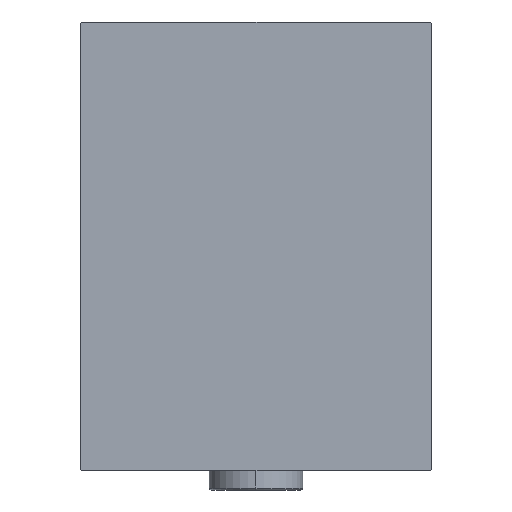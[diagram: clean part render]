
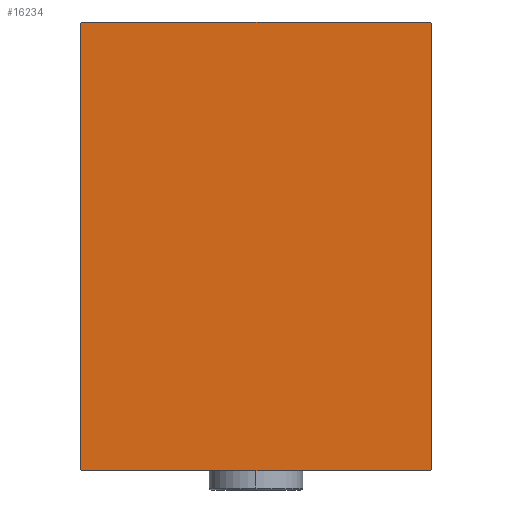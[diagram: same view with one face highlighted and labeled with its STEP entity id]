
A CAD part, left-side view. The second image highlights one B-rep face of the part: STEP entity #16234.
In plain terms, the highlighted face is planar.
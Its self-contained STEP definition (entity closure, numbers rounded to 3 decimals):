
#80 = DIRECTION ( 'NONE',  ( 0., -0.707, -0.707 ) ) ;
#377 = LINE ( 'NONE', #16039, #13506 ) ;
#956 = VECTOR ( 'NONE', #27468, 1000. ) ;
#973 = PLANE ( 'NONE',  #34268 ) ;
#1436 = ORIENTED_EDGE ( 'NONE', *, *, #27899, .T. ) ;
#1869 = VERTEX_POINT ( 'NONE', #28777 ) ;
#2826 = EDGE_CURVE ( 'NONE', #38646, #29105, #4639, .T. ) ;
#4277 = CARTESIAN_POINT ( 'NONE',  ( 108., -51.1, -51.1 ) ) ;
#4639 = LINE ( 'NONE', #37225, #956 ) ;
#5113 = CARTESIAN_POINT ( 'NONE',  ( 108., 44.7, -57.5 ) ) ;
#6007 = CARTESIAN_POINT ( 'NONE',  ( 108., -51.1, 51.1 ) ) ;
#6077 = VECTOR ( 'NONE', #7648, 1000. ) ;
#6513 = DIRECTION ( 'NONE',  ( 0., 1., 0. ) ) ;
#6609 = VERTEX_POINT ( 'NONE', #23972 ) ;
#6920 = DIRECTION ( 'NONE',  ( 0., -1., 0. ) ) ;
#7648 = DIRECTION ( 'NONE',  ( 0., 0.707, -0.707 ) ) ;
#9156 = CARTESIAN_POINT ( 'NONE',  ( 108., -45., 57.2 ) ) ;
#9486 = CARTESIAN_POINT ( 'NONE',  ( 108., -45., -57.5 ) ) ;
#11978 = CARTESIAN_POINT ( 'NONE',  ( 108., 45., -57.5 ) ) ;
#12651 = VERTEX_POINT ( 'NONE', #40726 ) ;
#12666 = CARTESIAN_POINT ( 'NONE',  ( 108., 45., 57.5 ) ) ;
#12740 = EDGE_LOOP ( 'NONE', ( #24855, #20268, #23635, #13550, #23733, #41383, #1436, #21901 ) ) ;
#13506 = VECTOR ( 'NONE', #41869, 1000. ) ;
#13528 = EDGE_CURVE ( 'NONE', #29965, #38646, #15640, .T. ) ;
#13550 = ORIENTED_EDGE ( 'NONE', *, *, #36555, .T. ) ;
#13795 = LINE ( 'NONE', #4277, #6077 ) ;
#14136 = EDGE_CURVE ( 'NONE', #12651, #1869, #16245, .T. ) ;
#14287 = DIRECTION ( 'NONE',  ( 1., 0., 0. ) ) ;
#15640 = LINE ( 'NONE', #9486, #24739 ) ;
#15652 = VECTOR ( 'NONE', #80, 1000. ) ;
#16039 = CARTESIAN_POINT ( 'NONE',  ( 108., -45., 57.5 ) ) ;
#16234 = ADVANCED_FACE ( 'NONE', ( #38662 ), #973, .T. ) ;
#16245 = LINE ( 'NONE', #12666, #22729 ) ;
#17041 = CARTESIAN_POINT ( 'NONE',  ( 108., 45., 57.2 ) ) ;
#17457 = DIRECTION ( 'NONE',  ( 0., 0., -1. ) ) ;
#19731 = LINE ( 'NONE', #6007, #15652 ) ;
#20268 = ORIENTED_EDGE ( 'NONE', *, *, #2826, .T. ) ;
#21512 = LINE ( 'NONE', #41419, #40095 ) ;
#21901 = ORIENTED_EDGE ( 'NONE', *, *, #23721, .T. ) ;
#22129 = DIRECTION ( 'NONE',  ( 0., -0.707, 0.707 ) ) ;
#22729 = VECTOR ( 'NONE', #6920, 1000. ) ;
#23101 = EDGE_CURVE ( 'NONE', #29105, #39433, #38224, .T. ) ;
#23635 = ORIENTED_EDGE ( 'NONE', *, *, #23101, .T. ) ;
#23721 = EDGE_CURVE ( 'NONE', #6609, #29965, #13795, .T. ) ;
#23733 = ORIENTED_EDGE ( 'NONE', *, *, #14136, .T. ) ;
#23972 = CARTESIAN_POINT ( 'NONE',  ( 108., -45., -57.2 ) ) ;
#24739 = VECTOR ( 'NONE', #6513, 1000. ) ;
#24855 = ORIENTED_EDGE ( 'NONE', *, *, #13528, .T. ) ;
#25076 = DIRECTION ( 'NONE',  ( 0., 0., 1. ) ) ;
#27468 = DIRECTION ( 'NONE',  ( 0., 0.707, 0.707 ) ) ;
#27899 = EDGE_CURVE ( 'NONE', #32085, #6609, #377, .T. ) ;
#28777 = CARTESIAN_POINT ( 'NONE',  ( 108., -44.7, 57.5 ) ) ;
#29105 = VERTEX_POINT ( 'NONE', #41404 ) ;
#29965 = VERTEX_POINT ( 'NONE', #39492 ) ;
#32085 = VERTEX_POINT ( 'NONE', #9156 ) ;
#33135 = CARTESIAN_POINT ( 'NONE',  ( 108., 0., 0. ) ) ;
#33211 = EDGE_CURVE ( 'NONE', #1869, #32085, #19731, .T. ) ;
#34268 = AXIS2_PLACEMENT_3D ( 'NONE', #33135, #14287, #17457 ) ;
#36508 = VECTOR ( 'NONE', #25076, 1000. ) ;
#36555 = EDGE_CURVE ( 'NONE', #39433, #12651, #21512, .T. ) ;
#37225 = CARTESIAN_POINT ( 'NONE',  ( 108., 51.1, -51.1 ) ) ;
#38224 = LINE ( 'NONE', #11978, #36508 ) ;
#38646 = VERTEX_POINT ( 'NONE', #5113 ) ;
#38662 = FACE_OUTER_BOUND ( 'NONE', #12740, .T. ) ;
#39433 = VERTEX_POINT ( 'NONE', #17041 ) ;
#39492 = CARTESIAN_POINT ( 'NONE',  ( 108., -44.7, -57.5 ) ) ;
#40095 = VECTOR ( 'NONE', #22129, 1000. ) ;
#40726 = CARTESIAN_POINT ( 'NONE',  ( 108., 44.7, 57.5 ) ) ;
#41383 = ORIENTED_EDGE ( 'NONE', *, *, #33211, .T. ) ;
#41404 = CARTESIAN_POINT ( 'NONE',  ( 108., 45., -57.2 ) ) ;
#41419 = CARTESIAN_POINT ( 'NONE',  ( 108., 51.1, 51.1 ) ) ;
#41869 = DIRECTION ( 'NONE',  ( 0., 0., -1. ) ) ;
